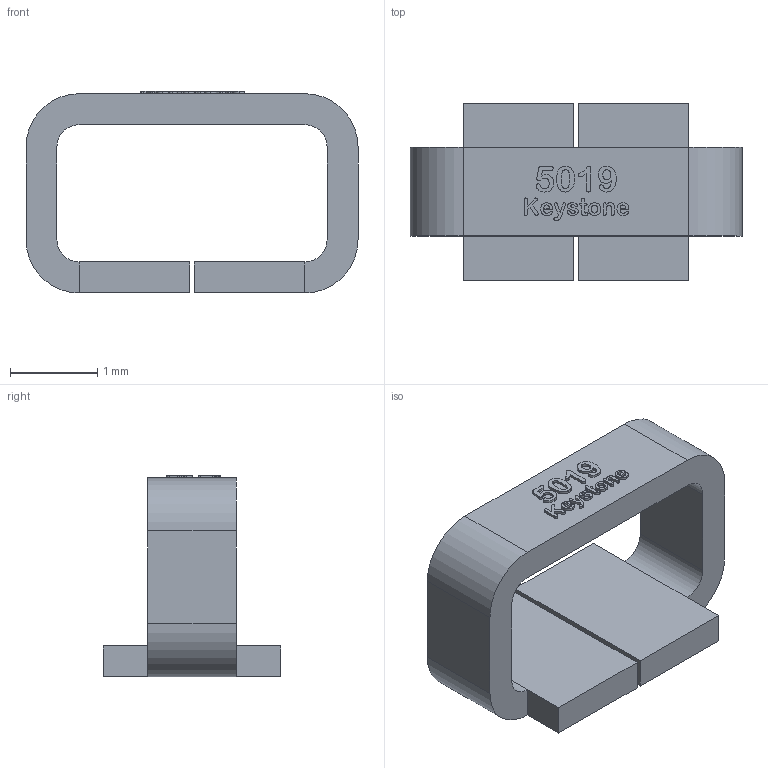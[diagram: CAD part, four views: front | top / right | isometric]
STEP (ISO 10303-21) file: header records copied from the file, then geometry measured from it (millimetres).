
FILE_DESCRIPTION (( 'STEP AP214' ), '1' );
FILE_NAME ('User Library-5019 Keystone - Modified.STEP', '2020-05-27T11:08:22', ( '' ), ( '' ), 'SwSTEP 2.0', 'SolidWorks 2019', '' );
FILE_SCHEMA (( 'AUTOMOTIVE_DESIGN' ));
Length unit declared in the file: millimetre
Products named in the file (1): User Library-5019 Keystone - Modified
Bounding box: 3.81 x 2.03 x 2.32 mm (x, y, z)
Volume: 4.5 mm3; surface area: 35 mm2
Topology: 1 solids, 1 shells, 226 faces, 613 edges, 406 vertices
Faces by surface type: bspline 143, plane 75, cylinder 8
Entity records: 15593 total; most frequent: CARTESIAN_POINT 8736, ORIENTED_EDGE 1226, EDGE_CURVE 613, DIRECTION 511, VERTEX_POINT 406, LINE 311, VECTOR 311, B_SPLINE_CURVE_WITH_KNOTS 286
